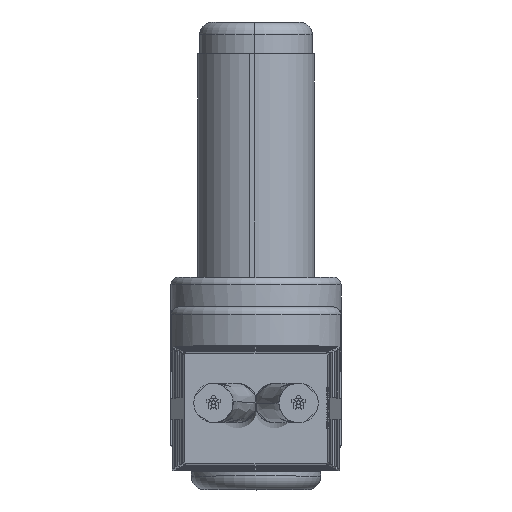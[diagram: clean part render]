
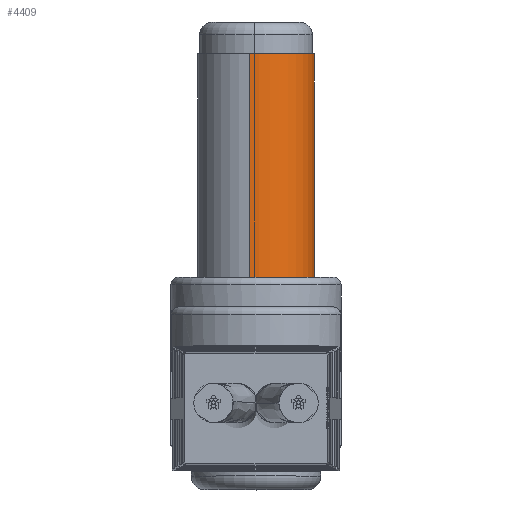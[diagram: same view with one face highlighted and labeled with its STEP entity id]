
A CAD part, top view. The second image highlights one B-rep face of the part: STEP entity #4409.
In plain terms, the highlighted cylindrical face has radius 2.74 mm (diameter 5.48 mm), a partial arc.
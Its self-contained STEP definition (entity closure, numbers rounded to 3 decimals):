
#282 = CARTESIAN_POINT ( 'NONE',  ( 0., 0., -2.74 ) ) ;
#446 = VERTEX_POINT ( 'NONE', #13022 ) ;
#1134 = DIRECTION ( 'NONE',  ( -1., 0., 0. ) ) ;
#1553 = CYLINDRICAL_SURFACE ( 'NONE', #12707, 2.74 ) ;
#2530 = CARTESIAN_POINT ( 'NONE',  ( 0., 0., 0. ) ) ;
#4155 = DIRECTION ( 'NONE',  ( 0., 0., 1. ) ) ;
#4398 = ORIENTED_EDGE ( 'NONE', *, *, #11871, .F. ) ;
#4409 = ADVANCED_FACE ( 'NONE', ( #19147 ), #1553, .T. ) ;
#4875 = EDGE_CURVE ( 'NONE', #446, #18190, #18375, .T. ) ;
#5144 = EDGE_LOOP ( 'NONE', ( #5511, #16488, #4398, #7287 ) ) ;
#5272 = VECTOR ( 'NONE', #8502, 1000. ) ;
#5286 = AXIS2_PLACEMENT_3D ( 'NONE', #2530, #13708, #4155 ) ;
#5511 = ORIENTED_EDGE ( 'NONE', *, *, #13198, .T. ) ;
#7161 = DIRECTION ( 'NONE',  ( 0., 0., 1. ) ) ;
#7287 = ORIENTED_EDGE ( 'NONE', *, *, #4875, .F. ) ;
#7383 = VERTEX_POINT ( 'NONE', #10428 ) ;
#8365 = EDGE_CURVE ( 'NONE', #7383, #15976, #12173, .T. ) ;
#8502 = DIRECTION ( 'NONE',  ( -1., 0., 0. ) ) ;
#8640 = CARTESIAN_POINT ( 'NONE',  ( 0., 0., -2.74 ) ) ;
#8956 = DIRECTION ( 'NONE',  ( -1., 0., 0. ) ) ;
#9451 = AXIS2_PLACEMENT_3D ( 'NONE', #15325, #1134, #10765 ) ;
#10094 = VECTOR ( 'NONE', #19775, 1000. ) ;
#10428 = CARTESIAN_POINT ( 'NONE',  ( 16., 0., -2.74 ) ) ;
#10510 = CARTESIAN_POINT ( 'NONE',  ( 0., 0., 2.74 ) ) ;
#10765 = DIRECTION ( 'NONE',  ( 0., 0., 1. ) ) ;
#10844 = CIRCLE ( 'NONE', #5286, 2.74 ) ;
#11871 = EDGE_CURVE ( 'NONE', #18190, #15976, #10844, .T. ) ;
#12173 = LINE ( 'NONE', #8640, #5272 ) ;
#12707 = AXIS2_PLACEMENT_3D ( 'NONE', #19743, #8956, #7161 ) ;
#13022 = CARTESIAN_POINT ( 'NONE',  ( 16., 0., 2.74 ) ) ;
#13198 = EDGE_CURVE ( 'NONE', #446, #7383, #14204, .T. ) ;
#13708 = DIRECTION ( 'NONE',  ( -1., 0., 0. ) ) ;
#14113 = CARTESIAN_POINT ( 'NONE',  ( 0., 0., 2.74 ) ) ;
#14204 = CIRCLE ( 'NONE', #9451, 2.74 ) ;
#15325 = CARTESIAN_POINT ( 'NONE',  ( 16., 0., 0. ) ) ;
#15976 = VERTEX_POINT ( 'NONE', #282 ) ;
#16488 = ORIENTED_EDGE ( 'NONE', *, *, #8365, .T. ) ;
#18190 = VERTEX_POINT ( 'NONE', #14113 ) ;
#18375 = LINE ( 'NONE', #10510, #10094 ) ;
#19147 = FACE_OUTER_BOUND ( 'NONE', #5144, .T. ) ;
#19743 = CARTESIAN_POINT ( 'NONE',  ( 0., 0., 0. ) ) ;
#19775 = DIRECTION ( 'NONE',  ( -1., 0., 0. ) ) ;
